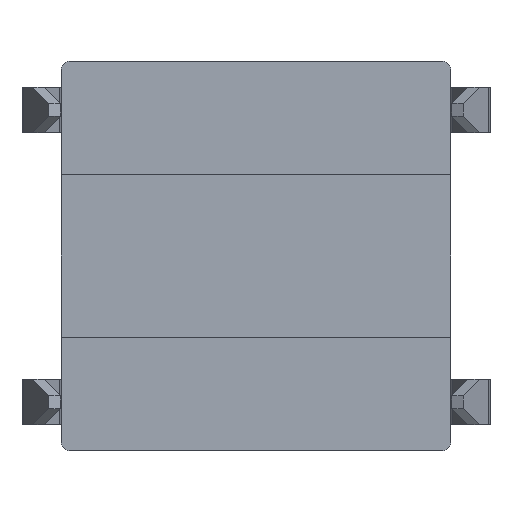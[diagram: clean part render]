
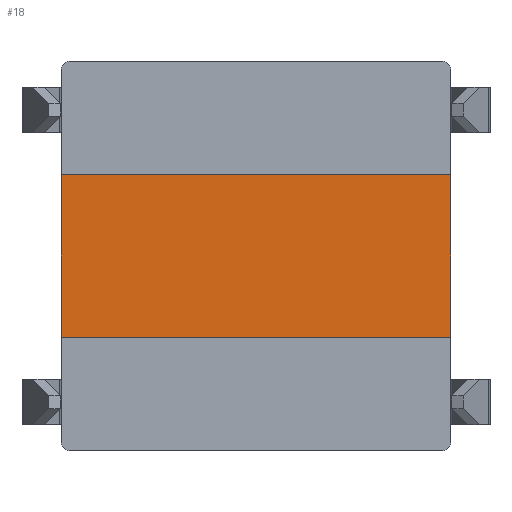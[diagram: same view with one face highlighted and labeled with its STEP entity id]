
A CAD part, front view. The second image highlights one B-rep face of the part: STEP entity #18.
In plain terms, the highlighted planar face has unit normal (0, -1, 0).
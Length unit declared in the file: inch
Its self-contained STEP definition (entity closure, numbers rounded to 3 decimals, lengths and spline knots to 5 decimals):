
#7 = PLANE ( 'NONE',  #370 ) ;
#13 = LINE ( 'NONE', #2192, #1072 ) ;
#18 = ADVANCED_FACE ( 'NONE', ( #2172 ), #7, .F. ) ;
#209 = VECTOR ( 'NONE', #2299, 39.37008 ) ;
#306 = CARTESIAN_POINT ( 'NONE',  ( -0.15551, 0.00394, -0.04921 ) ) ;
#370 = AXIS2_PLACEMENT_3D ( 'NONE', #1087, #2960, #2680 ) ;
#377 = LINE ( 'NONE', #306, #209 ) ;
#397 = VECTOR ( 'NONE', #526, 39.37008 ) ;
#492 = CARTESIAN_POINT ( 'NONE',  ( -0.11811, 0.00394, -0.04921 ) ) ;
#505 = DIRECTION ( 'NONE',  ( 0., 0., 1. ) ) ;
#526 = DIRECTION ( 'NONE',  ( 0., 0., 1. ) ) ;
#590 = DIRECTION ( 'NONE',  ( 1., 0., 0. ) ) ;
#720 = VERTEX_POINT ( 'NONE', #2877 ) ;
#817 = CARTESIAN_POINT ( 'NONE',  ( 0.11811, 0.00394, 0.04921 ) ) ;
#845 = VECTOR ( 'NONE', #505, 39.37008 ) ;
#884 = CARTESIAN_POINT ( 'NONE',  ( 0.11811, 0.00394, 0.04921 ) ) ;
#952 = EDGE_CURVE ( 'NONE', #1670, #2251, #377, .T. ) ;
#1058 = CARTESIAN_POINT ( 'NONE',  ( -0.11811, 0.00394, -0.11811 ) ) ;
#1072 = VECTOR ( 'NONE', #590, 39.37008 ) ;
#1087 = CARTESIAN_POINT ( 'NONE',  ( -0.15551, 0.00394, 0.04921 ) ) ;
#1118 = EDGE_LOOP ( 'NONE', ( #1576, #1604, #3371, #1339 ) ) ;
#1295 = EDGE_CURVE ( 'NONE', #720, #1478, #13, .T. ) ;
#1339 = ORIENTED_EDGE ( 'NONE', *, *, #2480, .F. ) ;
#1473 = CARTESIAN_POINT ( 'NONE',  ( 0.11811, 0.00394, -0.04921 ) ) ;
#1478 = VERTEX_POINT ( 'NONE', #884 ) ;
#1576 = ORIENTED_EDGE ( 'NONE', *, *, #952, .T. ) ;
#1604 = ORIENTED_EDGE ( 'NONE', *, *, #2471, .T. ) ;
#1670 = VERTEX_POINT ( 'NONE', #492 ) ;
#2172 = FACE_OUTER_BOUND ( 'NONE', #1118, .T. ) ;
#2181 = LINE ( 'NONE', #817, #845 ) ;
#2192 = CARTESIAN_POINT ( 'NONE',  ( -0.15551, 0.00394, 0.04921 ) ) ;
#2251 = VERTEX_POINT ( 'NONE', #1473 ) ;
#2299 = DIRECTION ( 'NONE',  ( 1., 0., 0. ) ) ;
#2471 = EDGE_CURVE ( 'NONE', #2251, #1478, #2181, .T. ) ;
#2480 = EDGE_CURVE ( 'NONE', #1670, #720, #3504, .T. ) ;
#2680 = DIRECTION ( 'NONE',  ( 1., 0., 0. ) ) ;
#2877 = CARTESIAN_POINT ( 'NONE',  ( -0.11811, 0.00394, 0.04921 ) ) ;
#2960 = DIRECTION ( 'NONE',  ( 0., 1., 0. ) ) ;
#3371 = ORIENTED_EDGE ( 'NONE', *, *, #1295, .F. ) ;
#3504 = LINE ( 'NONE', #1058, #397 ) ;
